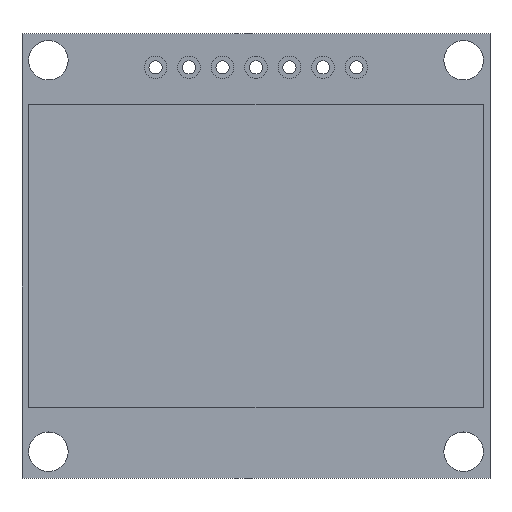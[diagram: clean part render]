
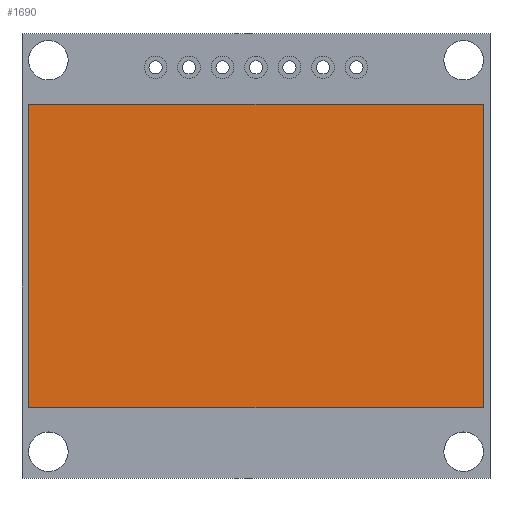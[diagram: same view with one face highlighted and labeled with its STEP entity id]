
A CAD part, top view. The second image highlights one B-rep face of the part: STEP entity #1690.
In plain terms, the highlighted planar face has unit normal (0, 0, 1).
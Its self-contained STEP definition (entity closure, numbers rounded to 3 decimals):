
#1376 = VERTEX_POINT('',#1377);
#1377 = CARTESIAN_POINT('',(-17.25,11.5,1.));
#1384 = PLANE('',#1385);
#1385 = AXIS2_PLACEMENT_3D('',#1386,#1387,#1388);
#1386 = CARTESIAN_POINT('',(-17.25,11.5,0.));
#1387 = DIRECTION('',(0.,1.,0.));
#1388 = DIRECTION('',(1.,0.,0.));
#1396 = PLANE('',#1397);
#1397 = AXIS2_PLACEMENT_3D('',#1398,#1399,#1400);
#1398 = CARTESIAN_POINT('',(-17.25,-11.5,0.));
#1399 = DIRECTION('',(-1.,0.,0.));
#1400 = DIRECTION('',(0.,1.,0.));
#1408 = EDGE_CURVE('',#1376,#1409,#1411,.T.);
#1409 = VERTEX_POINT('',#1410);
#1410 = CARTESIAN_POINT('',(17.25,11.5,1.));
#1411 = SURFACE_CURVE('',#1412,(#1416,#1423),.PCURVE_S1.);
#1412 = LINE('',#1413,#1414);
#1413 = CARTESIAN_POINT('',(-17.25,11.5,1.));
#1414 = VECTOR('',#1415,1.);
#1415 = DIRECTION('',(1.,0.,0.));
#1416 = PCURVE('',#1384,#1417);
#1417 = DEFINITIONAL_REPRESENTATION('',(#1418),#1422);
#1418 = LINE('',#1419,#1420);
#1419 = CARTESIAN_POINT('',(0.,-1.));
#1420 = VECTOR('',#1421,1.);
#1421 = DIRECTION('',(1.,0.));
#1422 = ( GEOMETRIC_REPRESENTATION_CONTEXT(2) 
PARAMETRIC_REPRESENTATION_CONTEXT() REPRESENTATION_CONTEXT('2D SPACE',''
  ) );
#1423 = PCURVE('',#1424,#1429);
#1424 = PLANE('',#1425);
#1425 = AXIS2_PLACEMENT_3D('',#1426,#1427,#1428);
#1426 = CARTESIAN_POINT('',(0.,0.,1.));
#1427 = DIRECTION('',(-0.,-0.,-1.));
#1428 = DIRECTION('',(-1.,0.,0.));
#1429 = DEFINITIONAL_REPRESENTATION('',(#1430),#1434);
#1430 = LINE('',#1431,#1432);
#1431 = CARTESIAN_POINT('',(17.25,11.5));
#1432 = VECTOR('',#1433,1.);
#1433 = DIRECTION('',(-1.,0.));
#1434 = ( GEOMETRIC_REPRESENTATION_CONTEXT(2) 
PARAMETRIC_REPRESENTATION_CONTEXT() REPRESENTATION_CONTEXT('2D SPACE',''
  ) );
#1452 = PLANE('',#1453);
#1453 = AXIS2_PLACEMENT_3D('',#1454,#1455,#1456);
#1454 = CARTESIAN_POINT('',(17.25,11.5,0.));
#1455 = DIRECTION('',(1.,0.,0.));
#1456 = DIRECTION('',(0.,-1.,0.));
#1494 = EDGE_CURVE('',#1409,#1495,#1497,.T.);
#1495 = VERTEX_POINT('',#1496);
#1496 = CARTESIAN_POINT('',(17.25,-11.5,1.));
#1497 = SURFACE_CURVE('',#1498,(#1502,#1509),.PCURVE_S1.);
#1498 = LINE('',#1499,#1500);
#1499 = CARTESIAN_POINT('',(17.25,11.5,1.));
#1500 = VECTOR('',#1501,1.);
#1501 = DIRECTION('',(0.,-1.,0.));
#1502 = PCURVE('',#1452,#1503);
#1503 = DEFINITIONAL_REPRESENTATION('',(#1504),#1508);
#1504 = LINE('',#1505,#1506);
#1505 = CARTESIAN_POINT('',(0.,-1.));
#1506 = VECTOR('',#1507,1.);
#1507 = DIRECTION('',(1.,0.));
#1508 = ( GEOMETRIC_REPRESENTATION_CONTEXT(2) 
PARAMETRIC_REPRESENTATION_CONTEXT() REPRESENTATION_CONTEXT('2D SPACE',''
  ) );
#1509 = PCURVE('',#1424,#1510);
#1510 = DEFINITIONAL_REPRESENTATION('',(#1511),#1515);
#1511 = LINE('',#1512,#1513);
#1512 = CARTESIAN_POINT('',(-17.25,11.5));
#1513 = VECTOR('',#1514,1.);
#1514 = DIRECTION('',(0.,-1.));
#1515 = ( GEOMETRIC_REPRESENTATION_CONTEXT(2) 
PARAMETRIC_REPRESENTATION_CONTEXT() REPRESENTATION_CONTEXT('2D SPACE',''
  ) );
#1533 = PLANE('',#1534);
#1534 = AXIS2_PLACEMENT_3D('',#1535,#1536,#1537);
#1535 = CARTESIAN_POINT('',(17.25,-11.5,0.));
#1536 = DIRECTION('',(0.,-1.,0.));
#1537 = DIRECTION('',(-1.,0.,0.));
#1570 = EDGE_CURVE('',#1495,#1571,#1573,.T.);
#1571 = VERTEX_POINT('',#1572);
#1572 = CARTESIAN_POINT('',(-17.25,-11.5,1.));
#1573 = SURFACE_CURVE('',#1574,(#1578,#1585),.PCURVE_S1.);
#1574 = LINE('',#1575,#1576);
#1575 = CARTESIAN_POINT('',(17.25,-11.5,1.));
#1576 = VECTOR('',#1577,1.);
#1577 = DIRECTION('',(-1.,0.,0.));
#1578 = PCURVE('',#1533,#1579);
#1579 = DEFINITIONAL_REPRESENTATION('',(#1580),#1584);
#1580 = LINE('',#1581,#1582);
#1581 = CARTESIAN_POINT('',(0.,-1.));
#1582 = VECTOR('',#1583,1.);
#1583 = DIRECTION('',(1.,0.));
#1584 = ( GEOMETRIC_REPRESENTATION_CONTEXT(2) 
PARAMETRIC_REPRESENTATION_CONTEXT() REPRESENTATION_CONTEXT('2D SPACE',''
  ) );
#1585 = PCURVE('',#1424,#1586);
#1586 = DEFINITIONAL_REPRESENTATION('',(#1587),#1591);
#1587 = LINE('',#1588,#1589);
#1588 = CARTESIAN_POINT('',(-17.25,-11.5));
#1589 = VECTOR('',#1590,1.);
#1590 = DIRECTION('',(1.,0.));
#1591 = ( GEOMETRIC_REPRESENTATION_CONTEXT(2) 
PARAMETRIC_REPRESENTATION_CONTEXT() REPRESENTATION_CONTEXT('2D SPACE',''
  ) );
#1641 = EDGE_CURVE('',#1571,#1376,#1642,.T.);
#1642 = SURFACE_CURVE('',#1643,(#1647,#1654),.PCURVE_S1.);
#1643 = LINE('',#1644,#1645);
#1644 = CARTESIAN_POINT('',(-17.25,-11.5,1.));
#1645 = VECTOR('',#1646,1.);
#1646 = DIRECTION('',(0.,1.,0.));
#1647 = PCURVE('',#1396,#1648);
#1648 = DEFINITIONAL_REPRESENTATION('',(#1649),#1653);
#1649 = LINE('',#1650,#1651);
#1650 = CARTESIAN_POINT('',(0.,-1.));
#1651 = VECTOR('',#1652,1.);
#1652 = DIRECTION('',(1.,0.));
#1653 = ( GEOMETRIC_REPRESENTATION_CONTEXT(2) 
PARAMETRIC_REPRESENTATION_CONTEXT() REPRESENTATION_CONTEXT('2D SPACE',''
  ) );
#1654 = PCURVE('',#1424,#1655);
#1655 = DEFINITIONAL_REPRESENTATION('',(#1656),#1660);
#1656 = LINE('',#1657,#1658);
#1657 = CARTESIAN_POINT('',(17.25,-11.5));
#1658 = VECTOR('',#1659,1.);
#1659 = DIRECTION('',(0.,1.));
#1660 = ( GEOMETRIC_REPRESENTATION_CONTEXT(2) 
PARAMETRIC_REPRESENTATION_CONTEXT() REPRESENTATION_CONTEXT('2D SPACE',''
  ) );
#1690 = ADVANCED_FACE('',(#1691),#1424,.F.);
#1691 = FACE_BOUND('',#1692,.F.);
#1692 = EDGE_LOOP('',(#1693,#1694,#1695,#1696));
#1693 = ORIENTED_EDGE('',*,*,#1408,.T.);
#1694 = ORIENTED_EDGE('',*,*,#1494,.T.);
#1695 = ORIENTED_EDGE('',*,*,#1570,.T.);
#1696 = ORIENTED_EDGE('',*,*,#1641,.T.);
